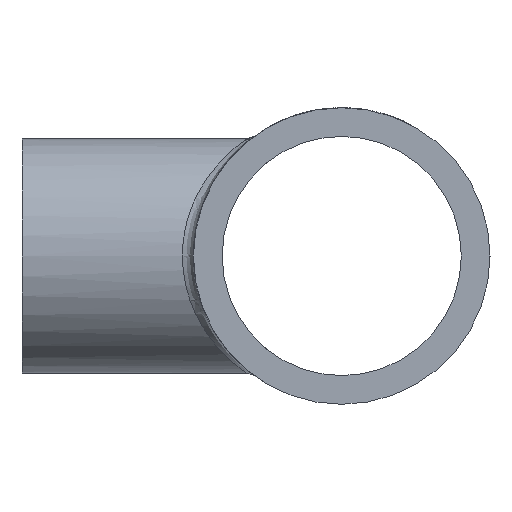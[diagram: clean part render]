
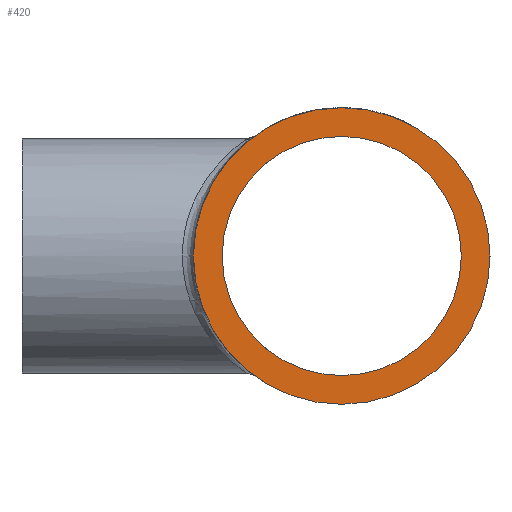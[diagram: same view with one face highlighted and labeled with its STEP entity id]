
A CAD part, left-side view. The second image highlights one B-rep face of the part: STEP entity #420.
In plain terms, the highlighted planar face has unit normal (-1, 0, 0).
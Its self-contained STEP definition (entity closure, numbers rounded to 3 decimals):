
#149 = DIRECTION ( 'NONE',  ( 0., 0., 1. ) ) ;
#298 = AXIS2_PLACEMENT_3D ( 'NONE', #3580, #12038, #149 ) ;
#420 = ADVANCED_FACE ( 'NONE', ( #3223, #8630 ), #4508, .T. ) ;
#972 = CARTESIAN_POINT ( 'NONE',  ( -29., 0., 0. ) ) ;
#3223 = FACE_BOUND ( 'NONE', #12939, .T. ) ;
#3367 = ORIENTED_EDGE ( 'NONE', *, *, #8078, .F. ) ;
#3580 = CARTESIAN_POINT ( 'NONE',  ( -29., 0., 0. ) ) ;
#4420 = AXIS2_PLACEMENT_3D ( 'NONE', #972, #8517, #11741 ) ;
#4508 = PLANE ( 'NONE',  #298 ) ;
#4649 = EDGE_LOOP ( 'NONE', ( #12167 ) ) ;
#5364 = CARTESIAN_POINT ( 'NONE',  ( -29., 0., 10.85 ) ) ;
#6156 = AXIS2_PLACEMENT_3D ( 'NONE', #6382, #9612, #8393 ) ;
#6382 = CARTESIAN_POINT ( 'NONE',  ( -29., 0., 0. ) ) ;
#8078 = EDGE_CURVE ( 'NONE', #12052, #12052, #13578, .T. ) ;
#8393 = DIRECTION ( 'NONE',  ( 0., 0., 1. ) ) ;
#8517 = DIRECTION ( 'NONE',  ( -1., 0., 0. ) ) ;
#8630 = FACE_OUTER_BOUND ( 'NONE', #4649, .T. ) ;
#9612 = DIRECTION ( 'NONE',  ( -1., 0., 0. ) ) ;
#10545 = VERTEX_POINT ( 'NONE', #10790 ) ;
#10790 = CARTESIAN_POINT ( 'NONE',  ( -29., 0., 13.45 ) ) ;
#11741 = DIRECTION ( 'NONE',  ( 0., 0., 1. ) ) ;
#11989 = CIRCLE ( 'NONE', #6156, 13.45 ) ;
#12038 = DIRECTION ( 'NONE',  ( -1., 0., 0. ) ) ;
#12052 = VERTEX_POINT ( 'NONE', #5364 ) ;
#12090 = EDGE_CURVE ( 'NONE', #10545, #10545, #11989, .T. ) ;
#12167 = ORIENTED_EDGE ( 'NONE', *, *, #12090, .T. ) ;
#12939 = EDGE_LOOP ( 'NONE', ( #3367 ) ) ;
#13578 = CIRCLE ( 'NONE', #4420, 10.85 ) ;
